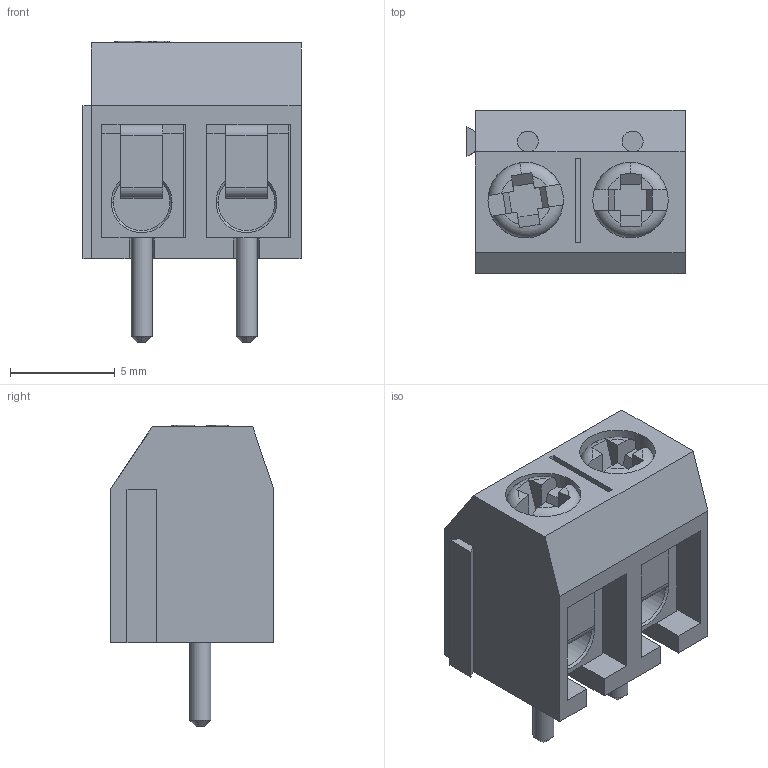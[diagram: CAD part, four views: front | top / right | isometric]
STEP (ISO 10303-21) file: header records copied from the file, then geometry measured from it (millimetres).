
FILE_DESCRIPTION(('FreeCAD Model'),'2;1');
FILE_NAME('Open CASCADE Shape Model','2023-12-06T15:25:07',( 'kicad StepUp'),('ksu MCAD'),'Open CASCADE STEP processor 7.6', 'FreeCAD','Unknown');
FILE_SCHEMA(('AUTOMOTIVE_DESIGN { 1 0 10303 214 1 1 1 1 }'));
Length unit declared in the file: millimetre
Products named in the file (1): TerminalBlock_bornier-2_P5.08mm
Bounding box: 10.4 x 7.8 x 14.38 mm (x, y, z)
Volume: 539.6 mm3; surface area: 1207.6 mm2
Topology: 1 solids, 1 shells, 245 faces, 748 edges, 510 vertices
Faces by surface type: plane 155, cylinder 35, bspline 25, cone 20, torus 10
Full cylindrical faces by diameter (mm): 1 x4, 2.7 x4, 3.6 x4
Entity records: 23384 total; most frequent: CARTESIAN_POINT 15341, ORIENTED_EDGE 1496, DIRECTION 1128, EDGE_CURVE 748, VERTEX_POINT 510, LINE 398, VECTOR 398, AXIS2_PLACEMENT_3D 365
